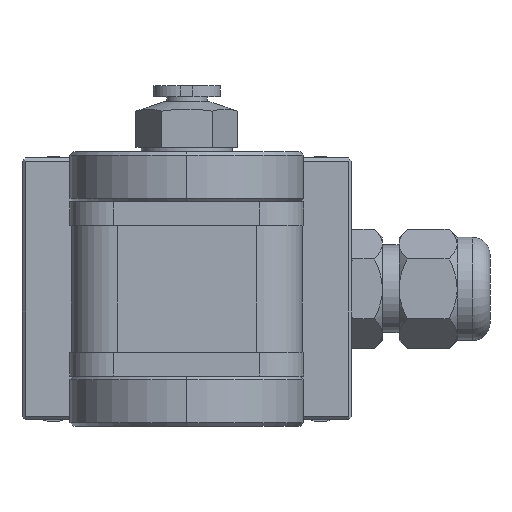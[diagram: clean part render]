
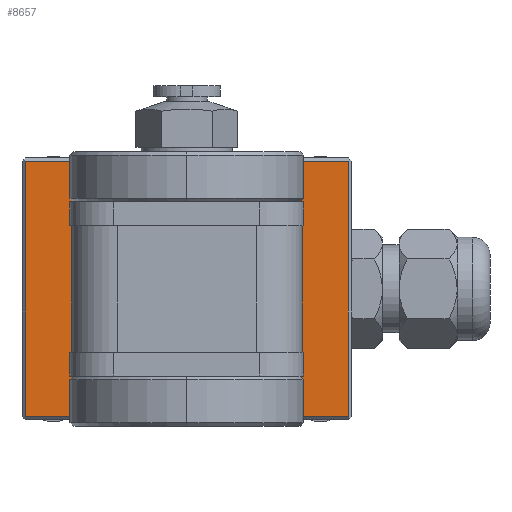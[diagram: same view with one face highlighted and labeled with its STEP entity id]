
A CAD part, front view. The second image highlights one B-rep face of the part: STEP entity #8657.
In plain terms, the highlighted planar face has unit normal (0, -1, 0).
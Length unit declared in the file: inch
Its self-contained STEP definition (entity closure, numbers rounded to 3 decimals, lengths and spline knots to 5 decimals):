
#152=DIRECTION('',(1.,0.,0.));
#153=VECTOR('',#152,1.28);
#154=CARTESIAN_POINT('',(-0.64,1.385,-0.46));
#155=LINE('',#154,#153);
#160=DIRECTION('',(0.,0.,-1.));
#161=VECTOR('',#160,1.45);
#162=CARTESIAN_POINT('',(-0.9175,1.385,0.725));
#163=LINE('',#162,#161);
#164=DIRECTION('',(-1.,0.,0.));
#165=VECTOR('',#164,1.835);
#166=CARTESIAN_POINT('',(0.9175,1.385,0.725));
#167=LINE('',#166,#165);
#168=DIRECTION('',(0.,0.,1.));
#169=VECTOR('',#168,1.45);
#170=CARTESIAN_POINT('',(0.9175,1.385,-0.725));
#171=LINE('',#170,#169);
#172=DIRECTION('',(1.,0.,0.));
#173=VECTOR('',#172,1.835);
#174=CARTESIAN_POINT('',(-0.9175,1.385,-0.725));
#175=LINE('',#174,#173);
#176=DIRECTION('',(0.,0.,1.));
#177=VECTOR('',#176,0.92);
#178=CARTESIAN_POINT('',(0.64,1.385,-0.46));
#179=LINE('',#178,#177);
#184=DIRECTION('',(-1.,0.,0.));
#185=VECTOR('',#184,1.28);
#186=CARTESIAN_POINT('',(0.64,1.385,0.46));
#187=LINE('',#186,#185);
#192=DIRECTION('',(0.,0.,-1.));
#193=VECTOR('',#192,0.92);
#194=CARTESIAN_POINT('',(-0.64,1.385,0.46));
#195=LINE('',#194,#193);
#6783=CARTESIAN_POINT('',(-0.64,1.385,-0.46));
#6784=CARTESIAN_POINT('',(0.64,1.385,-0.46));
#6785=VERTEX_POINT('',#6783);
#6786=VERTEX_POINT('',#6784);
#6787=CARTESIAN_POINT('',(0.64,1.385,0.46));
#6788=VERTEX_POINT('',#6787);
#6789=CARTESIAN_POINT('',(-0.64,1.385,0.46));
#6790=VERTEX_POINT('',#6789);
#6795=CARTESIAN_POINT('',(-0.9175,1.385,0.725));
#6796=CARTESIAN_POINT('',(-0.9175,1.385,-0.725));
#6797=VERTEX_POINT('',#6795);
#6798=VERTEX_POINT('',#6796);
#6823=CARTESIAN_POINT('',(0.9175,1.385,-0.725));
#6824=VERTEX_POINT('',#6823);
#6825=CARTESIAN_POINT('',(0.9175,1.385,0.725));
#6826=VERTEX_POINT('',#6825);
#8633=CARTESIAN_POINT('',(0.,1.385,0.));
#8634=DIRECTION('',(0.,1.,0.));
#8635=DIRECTION('',(1.,0.,0.));
#8636=AXIS2_PLACEMENT_3D('',#8633,#8634,#8635);
#8637=PLANE('',#8636);
#8639=ORIENTED_EDGE('',*,*,#8638,.F.);
#8641=ORIENTED_EDGE('',*,*,#8640,.F.);
#8643=ORIENTED_EDGE('',*,*,#8642,.F.);
#8645=ORIENTED_EDGE('',*,*,#8644,.F.);
#8646=EDGE_LOOP('',(#8639,#8641,#8643,#8645));
#8647=FACE_OUTER_BOUND('',#8646,.F.);
#8648=ORIENTED_EDGE('',*,*,#8623,.T.);
#8650=ORIENTED_EDGE('',*,*,#8649,.T.);
#8652=ORIENTED_EDGE('',*,*,#8651,.T.);
#8654=ORIENTED_EDGE('',*,*,#8653,.T.);
#8655=EDGE_LOOP('',(#8648,#8650,#8652,#8654));
#8656=FACE_BOUND('',#8655,.F.);
#8657=ADVANCED_FACE('',(#8647,#8656),#8637,.F.);
#8623=EDGE_CURVE('',#6785,#6786,#155,.T.);
#8638=EDGE_CURVE('',#6797,#6798,#163,.T.);
#8640=EDGE_CURVE('',#6826,#6797,#167,.T.);
#8642=EDGE_CURVE('',#6824,#6826,#171,.T.);
#8644=EDGE_CURVE('',#6798,#6824,#175,.T.);
#8649=EDGE_CURVE('',#6786,#6788,#179,.T.);
#8651=EDGE_CURVE('',#6788,#6790,#187,.T.);
#8653=EDGE_CURVE('',#6790,#6785,#195,.T.);
